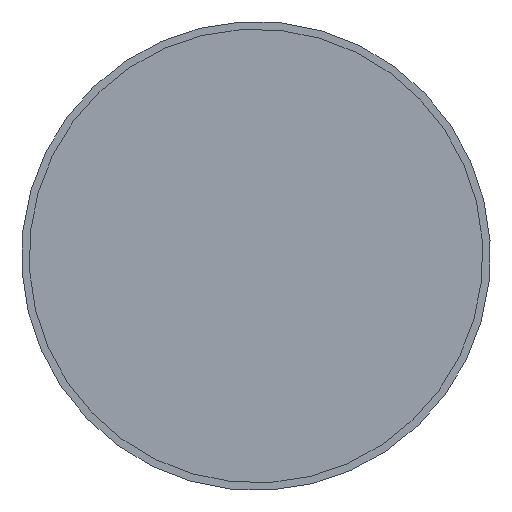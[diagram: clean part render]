
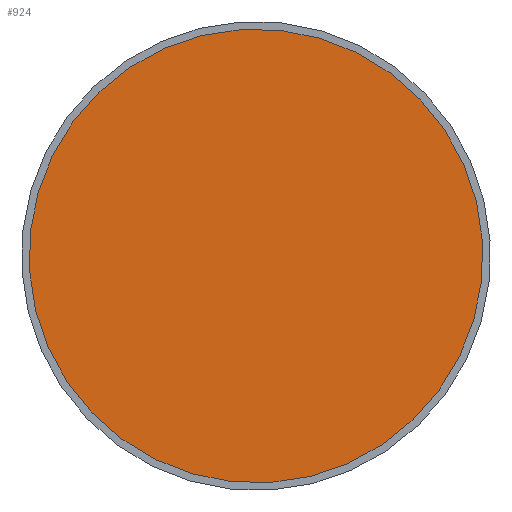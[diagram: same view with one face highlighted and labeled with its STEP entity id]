
A CAD part, front view. The second image highlights one B-rep face of the part: STEP entity #924.
In plain terms, the highlighted planar face has unit normal (0, -1, 0).
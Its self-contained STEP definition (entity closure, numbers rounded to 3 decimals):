
#136=FACE_OUTER_BOUND('',#190,.T.);
#190=EDGE_LOOP('',(#665,#666));
#276=CIRCLE('',#1040,30.);
#277=CIRCLE('',#1041,30.);
#365=VERTEX_POINT('',#1545);
#366=VERTEX_POINT('',#1546);
#474=EDGE_CURVE('',#365,#366,#276,.T.);
#475=EDGE_CURVE('',#366,#365,#277,.T.);
#665=ORIENTED_EDGE('',*,*,#474,.T.);
#666=ORIENTED_EDGE('',*,*,#475,.T.);
#844=PLANE('',#1042);
#924=ADVANCED_FACE('',(#136),#844,.T.);
#1040=AXIS2_PLACEMENT_3D('',#1547,#1253,#1254);
#1041=AXIS2_PLACEMENT_3D('',#1548,#1255,#1256);
#1042=AXIS2_PLACEMENT_3D('',#1550,#1258,#1259);
#1253=DIRECTION('center_axis',(0.,-1.,0.));
#1254=DIRECTION('ref_axis',(0.831,0.,0.556));
#1255=DIRECTION('center_axis',(0.,-1.,0.));
#1256=DIRECTION('ref_axis',(0.831,0.,0.556));
#1258=DIRECTION('center_axis',(0.,-1.,0.));
#1259=DIRECTION('ref_axis',(0.556,0.,-0.831));
#1545=CARTESIAN_POINT('',(24.934,-43.077,16.682));
#1546=CARTESIAN_POINT('',(-24.934,-43.077,-16.682));
#1547=CARTESIAN_POINT('Origin',(0.,-43.077,
0.));
#1548=CARTESIAN_POINT('Origin',(0.,-43.077,
0.));
#1550=CARTESIAN_POINT('Origin',(12.467,-43.077,8.341));
